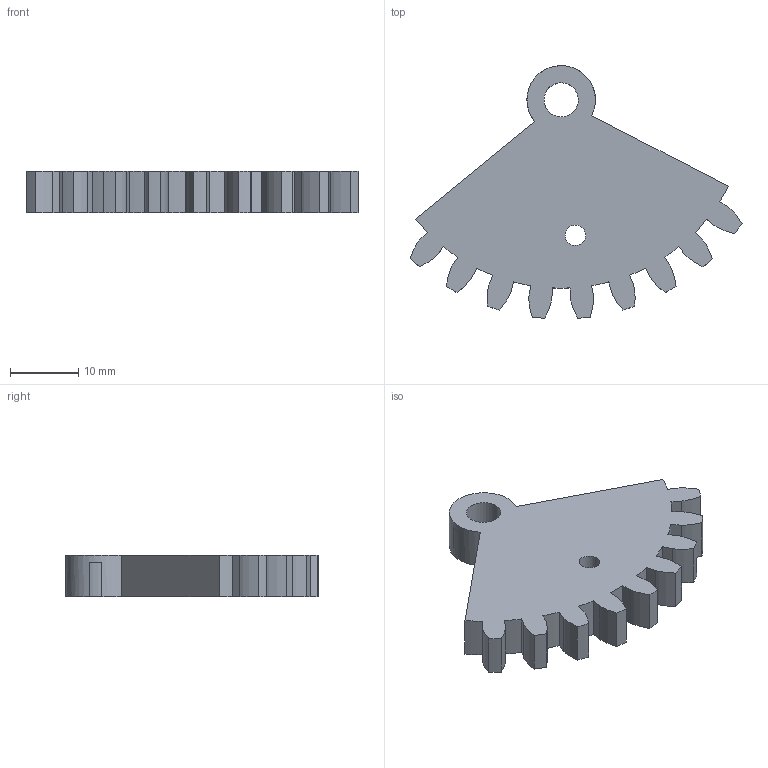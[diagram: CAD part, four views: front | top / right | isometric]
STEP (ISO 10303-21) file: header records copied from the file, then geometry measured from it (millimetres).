
FILE_DESCRIPTION(/* description */ (''),/* implementation_level */ '2;1');
FILE_NAME(/* name */ 'small gear v2.step',/* time_stamp */ '2024-09-11T13:47:32+02:00',/* author */ (''),/* organization */ (''),/* preprocessor_version */ 'ST-DEVELOPER v20',/* originating_system */ 'Autodesk Translation Framework v13.14.0.145',/* authorisation */ '');
FILE_SCHEMA (('AUTOMOTIVE_DESIGN { 1 0 10303 214 3 1 1 }'));
Length unit declared in the file: millimetre
Products named in the file (1): small gear
Bounding box: 48.5 x 36.91 x 6 mm (x, y, z)
Volume: 5307.2 mm3; surface area: 3124.1 mm2
Topology: 1 solids, 1 shells, 84 faces, 247 edges, 166 vertices
Faces by surface type: plane 41, cylinder 25, bspline 18
Full cylindrical faces by diameter (mm): 3 x1, 5 x1, 6 x1
Entity records: 20458 total; most frequent: CARTESIAN_POINT 18408, ORIENTED_EDGE 494, DIRECTION 361, EDGE_CURVE 247, VERTEX_POINT 166, LINE 123, VECTOR 123, AXIS2_PLACEMENT_3D 119
